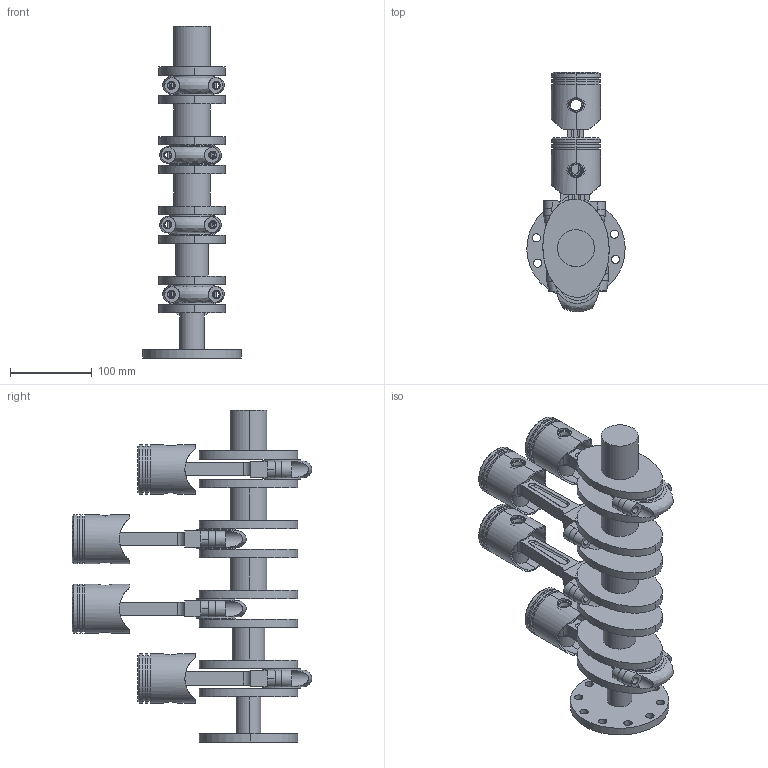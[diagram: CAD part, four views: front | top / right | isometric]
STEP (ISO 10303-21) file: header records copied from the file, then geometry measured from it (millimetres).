
FILE_DESCRIPTION (( 'STEP AP203' ), '1' );
FILE_NAME ('Motor1.STEP', '2021-03-16T18:45:58', ( '' ), ( '' ), 'SwSTEP 2.0', 'SolidWorks 2020', '' );
FILE_SCHEMA (( 'CONFIG_CONTROL_DESIGN' ));
Length unit declared in the file: millimetre
Products named in the file (6): virabrequim; Motor1; corpo biela; PISTAO; Pino; TOPO BIELA
Assembly tree (17 placements, depth 2):
  Motor1
    virabrequim
    corpo biela  x4
    Pino  x4
    PISTAO  x4
    TOPO BIELA  x4
Bounding box: 119.86 x 292.15 x 405 mm (x, y, z)
Volume: 1632481 mm3; surface area: 460888.2 mm2
Topology: 17 solids, 20 shells, 719 faces, 1754 edges, 1116 vertices
Faces by surface type: cylinder 326, plane 261, torus 80, bspline 28, cone 24
Entity records: 9703 total; most frequent: CARTESIAN_POINT 2824, DIRECTION 1308, ORIENTED_EDGE 1204, EDGE_CURVE 602, AXIS2_PLACEMENT_3D 540, VERTEX_POINT 384, EDGE_LOOP 304, CIRCLE 288
